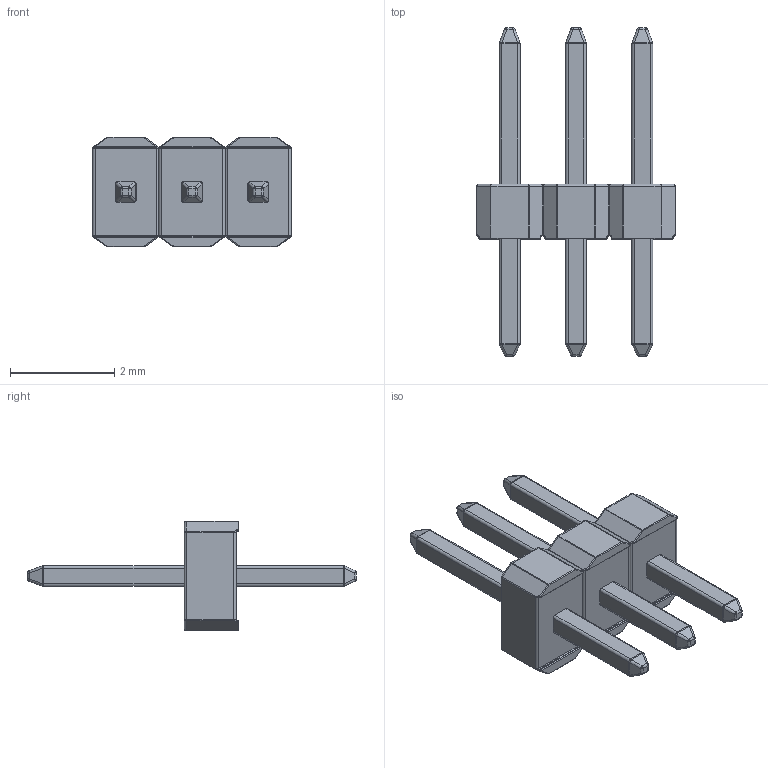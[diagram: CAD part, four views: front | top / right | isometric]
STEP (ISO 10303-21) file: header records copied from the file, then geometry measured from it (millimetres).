
FILE_DESCRIPTION (( 'STEP AP214' ), '1' );
FILE_NAME ('M50-3530342.STEP', '2018-01-16T17:07:06', ( '' ), ( '' ), 'SwSTEP 2.0', 'SolidWorks 2014', '' );
FILE_SCHEMA (( 'AUTOMOTIVE_DESIGN' ));
Length unit declared in the file: millimetre
Products named in the file (2): M50-353-Pin; M50-3530342
Assembly tree (3 placements, depth 2):
  M50-3530342
    M50-353-Pin  x3
Bounding box: 3.81 x 6.3 x 2.1 mm (x, y, z)
Volume: 10.1 mm3; surface area: 56.7 mm2
Topology: 3 solids, 3 shells, 426 faces, 960 edges, 498 vertices
Faces by surface type: cylinder 192, plane 96, sphere 48, bspline 48, torus 42
Entity records: 5438 total; most frequent: CARTESIAN_POINT 1221, DIRECTION 644, ORIENTED_EDGE 608, EDGE_CURVE 304, AXIS2_PLACEMENT_3D 254, VERTEX_POINT 166, EDGE_LOOP 144, FACE_OUTER_BOUND 142
